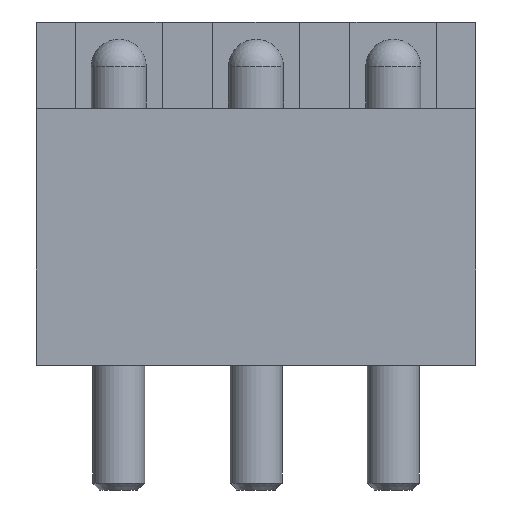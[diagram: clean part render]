
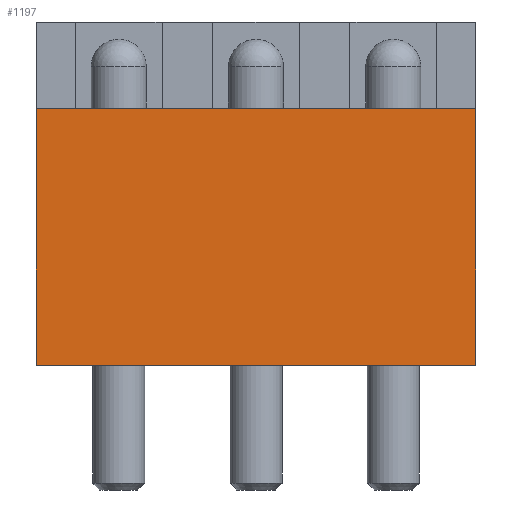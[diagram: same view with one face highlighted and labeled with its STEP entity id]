
A CAD part, front view. The second image highlights one B-rep face of the part: STEP entity #1197.
In plain terms, the highlighted planar face has unit normal (0, -1, 0).
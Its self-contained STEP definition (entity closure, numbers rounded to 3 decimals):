
#29 = VERTEX_POINT ( 'NONE', #304 ) ;
#30 = CARTESIAN_POINT ( 'NONE',  ( 69.8, -2.9, 7.4 ) ) ;
#121 = DIRECTION ( 'NONE',  ( 0., 0., 1. ) ) ;
#137 = DIRECTION ( 'NONE',  ( 1., 0., 0. ) ) ;
#145 = VECTOR ( 'NONE', #1039, 1000. ) ;
#153 = CARTESIAN_POINT ( 'NONE',  ( -30.1, -2.9, 0. ) ) ;
#203 = VERTEX_POINT ( 'NONE', #153 ) ;
#204 = LINE ( 'NONE', #558, #145 ) ;
#291 = DIRECTION ( 'NONE',  ( 0., 0., 1. ) ) ;
#304 = CARTESIAN_POINT ( 'NONE',  ( -30.1, -2.9, 7.4 ) ) ;
#338 = VERTEX_POINT ( 'NONE', #413 ) ;
#349 = FACE_OUTER_BOUND ( 'NONE', #436, .T. ) ;
#393 = VECTOR ( 'NONE', #1249, 1000. ) ;
#413 = CARTESIAN_POINT ( 'NONE',  ( -17.42, -2.9, 7.4 ) ) ;
#432 = LINE ( 'NONE', #663, #1178 ) ;
#436 = EDGE_LOOP ( 'NONE', ( #1003, #1194, #819, #603 ) ) ;
#558 = CARTESIAN_POINT ( 'NONE',  ( -30.1, -2.9, 9.9 ) ) ;
#587 = EDGE_CURVE ( 'NONE', #203, #1425, #1510, .T. ) ;
#603 = ORIENTED_EDGE ( 'NONE', *, *, #751, .T. ) ;
#663 = CARTESIAN_POINT ( 'NONE',  ( -17.42, -2.9, 9.9 ) ) ;
#704 = CARTESIAN_POINT ( 'NONE',  ( -17.42, -2.9, 0. ) ) ;
#725 = PLANE ( 'NONE',  #1103 ) ;
#751 = EDGE_CURVE ( 'NONE', #29, #203, #204, .T. ) ;
#819 = ORIENTED_EDGE ( 'NONE', *, *, #1254, .T. ) ;
#970 = CARTESIAN_POINT ( 'NONE',  ( -30.1, -2.9, 0. ) ) ;
#1003 = ORIENTED_EDGE ( 'NONE', *, *, #587, .T. ) ;
#1039 = DIRECTION ( 'NONE',  ( 0., 0., -1. ) ) ;
#1063 = CARTESIAN_POINT ( 'NONE',  ( -30.1, -2.9, 9.9 ) ) ;
#1103 = AXIS2_PLACEMENT_3D ( 'NONE', #1063, #1433, #121 ) ;
#1135 = VECTOR ( 'NONE', #137, 1000. ) ;
#1178 = VECTOR ( 'NONE', #291, 1000. ) ;
#1183 = LINE ( 'NONE', #30, #393 ) ;
#1194 = ORIENTED_EDGE ( 'NONE', *, *, #1524, .T. ) ;
#1197 = ADVANCED_FACE ( 'NONE', ( #349 ), #725, .F. ) ;
#1249 = DIRECTION ( 'NONE',  ( -1., 0., 0. ) ) ;
#1254 = EDGE_CURVE ( 'NONE', #338, #29, #1183, .T. ) ;
#1425 = VERTEX_POINT ( 'NONE', #704 ) ;
#1433 = DIRECTION ( 'NONE',  ( 0., 1., 0. ) ) ;
#1510 = LINE ( 'NONE', #970, #1135 ) ;
#1524 = EDGE_CURVE ( 'NONE', #1425, #338, #432, .T. ) ;
